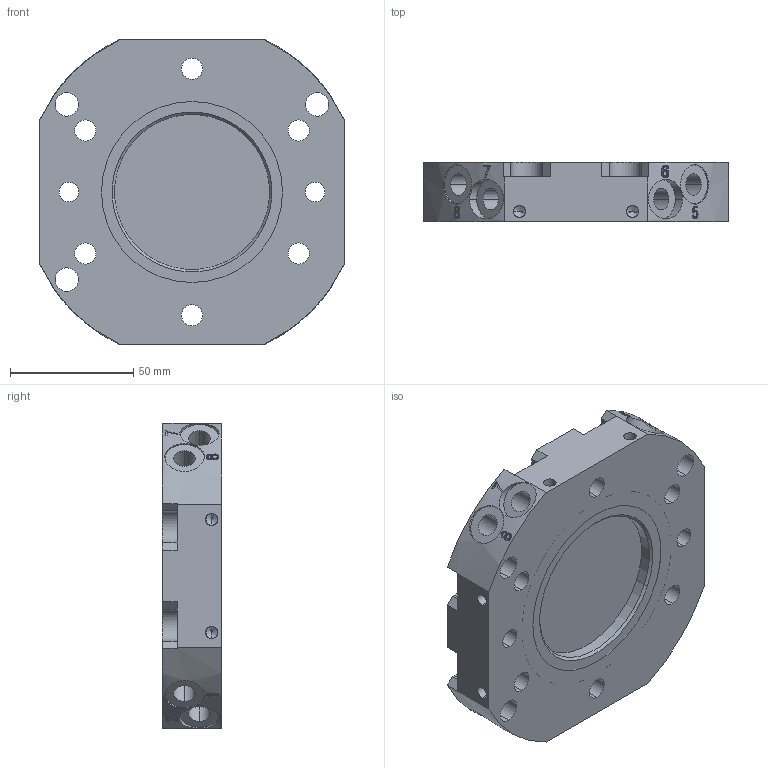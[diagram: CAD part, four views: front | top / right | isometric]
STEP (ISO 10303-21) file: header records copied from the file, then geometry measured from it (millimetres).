
FILE_DESCRIPTION (( 'STEP AP203' ), '1' );
FILE_NAME ('P1402.STEP', '2018-11-29T15:30:08', ( 'rsp' ), ( 'Hewlett-Packard Company' ), 'SwSTEP 2.0', 'SolidWorks 2017', '' );
FILE_SCHEMA (( 'CONFIG_CONTROL_DESIGN' ));
Length unit declared in the file: millimetre
Products named in the file (1): P1402
Bounding box: 124 x 24 x 124 mm (x, y, z)
Volume: 202128.5 mm3; surface area: 64849.9 mm2
Topology: 3 solids, 3 shells, 662 faces, 1727 edges, 1098 vertices
Faces by surface type: plane 280, bspline 164, cylinder 136, cone 82
Entity records: 28422 total; most frequent: CARTESIAN_POINT 13230, ORIENTED_EDGE 3366, DIRECTION 2626, EDGE_CURVE 1683, VERTEX_POINT 1098, LINE 1022, VECTOR 1022, AXIS2_PLACEMENT_3D 802
